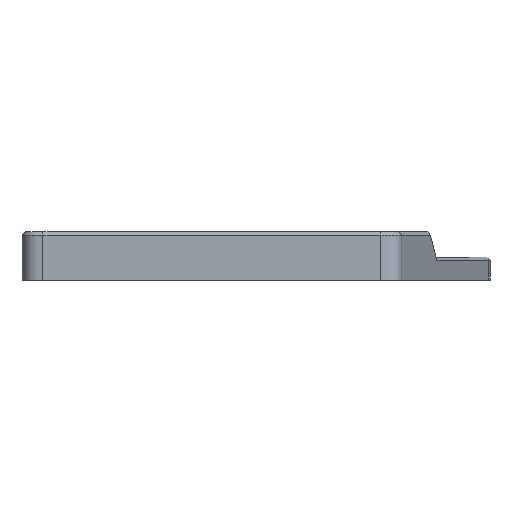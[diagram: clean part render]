
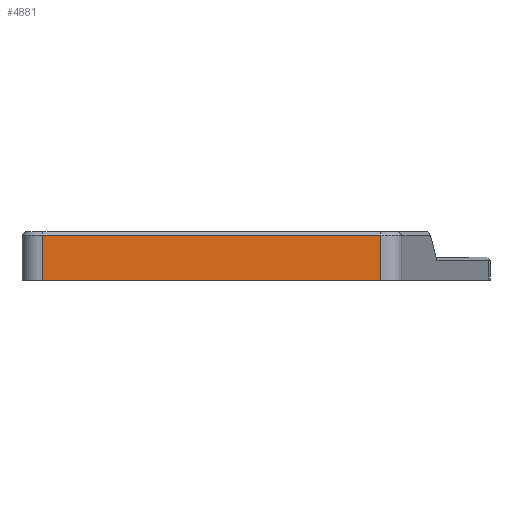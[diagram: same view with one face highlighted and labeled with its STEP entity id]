
A CAD part, left-side view. The second image highlights one B-rep face of the part: STEP entity #4881.
In plain terms, the highlighted planar face has unit normal (-1, 0, 0).
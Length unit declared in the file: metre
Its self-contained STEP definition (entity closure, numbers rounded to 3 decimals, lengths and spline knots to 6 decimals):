
#265=LINE('',#6715,#689);
#689=VECTOR('',#5591,1.);
#1383=ORIENTED_EDGE('',*,*,#2873,.T.);
#1384=ORIENTED_EDGE('',*,*,#2874,.T.);
#1385=ORIENTED_EDGE('',*,*,#2875,.T.);
#1386=ORIENTED_EDGE('',*,*,#2691,.T.);
#2691=EDGE_CURVE('',#3438,#3437,#265,.T.);
#2873=EDGE_CURVE('',#3437,#3614,#3838,.T.);
#2874=EDGE_CURVE('',#3614,#3615,#3839,.T.);
#2875=EDGE_CURVE('',#3615,#3438,#3840,.T.);
#3437=VERTEX_POINT('',#6714);
#3438=VERTEX_POINT('',#6716);
#3614=VERTEX_POINT('',#7375);
#3615=VERTEX_POINT('',#7380);
#3838=B_SPLINE_CURVE_WITH_KNOTS('',3,(#7371,#7372,#7373,#7374),
 .UNSPECIFIED.,.F.,.F.,(4,4),(0.,0.934783),.UNSPECIFIED.);
#3839=B_SPLINE_CURVE_WITH_KNOTS('',3,(#7376,#7377,#7378,#7379),
 .UNSPECIFIED.,.F.,.F.,(4,4),(0.,1.),.UNSPECIFIED.);
#3840=B_SPLINE_CURVE_WITH_KNOTS('',3,(#7381,#7382,#7383,#7384),
 .UNSPECIFIED.,.F.,.F.,(4,4),(0.065217,1.),.UNSPECIFIED.);
#4079=EDGE_LOOP('',(#1383,#1384,#1385,#1386));
#4418=FACE_BOUND('',#4079,.T.);
#4712=PLANE('',#5201);
#4881=ADVANCED_FACE('',(#4418),#4712,.F.);
#5201=AXIS2_PLACEMENT_3D('',#7370,#5702,#5703);
#5591=DIRECTION('',(0.,-1.,0.));
#5702=DIRECTION('',(1.,0.,0.));
#5703=DIRECTION('',(0.,0.,-1.));
#6714=CARTESIAN_POINT('',(0.079343,-0.111259,-0.0017));
#6715=CARTESIAN_POINT('',(0.079343,-0.071009,-0.0017));
#6716=CARTESIAN_POINT('',(0.079343,-0.030759,-0.0017));
#7370=CARTESIAN_POINT('',(0.079343,-0.071009,0.0098));
#7371=CARTESIAN_POINT('',(0.079343,-0.111259,-0.0017));
#7372=CARTESIAN_POINT('',(0.079343,-0.111259,0.001883));
#7373=CARTESIAN_POINT('',(0.079343,-0.111259,0.005467));
#7374=CARTESIAN_POINT('',(0.079343,-0.111259,0.00905));
#7375=CARTESIAN_POINT('',(0.079343,-0.111259,0.00905));
#7376=CARTESIAN_POINT('',(0.079343,-0.111259,0.00905));
#7377=CARTESIAN_POINT('',(0.079343,-0.084425,0.00905));
#7378=CARTESIAN_POINT('',(0.079343,-0.057592,0.00905));
#7379=CARTESIAN_POINT('',(0.079343,-0.030759,0.00905));
#7380=CARTESIAN_POINT('',(0.079343,-0.030759,0.00905));
#7381=CARTESIAN_POINT('',(0.079343,-0.030759,0.00905));
#7382=CARTESIAN_POINT('',(0.079343,-0.030759,0.005467));
#7383=CARTESIAN_POINT('',(0.079343,-0.030759,0.001883));
#7384=CARTESIAN_POINT('',(0.079343,-0.030759,-0.0017));
